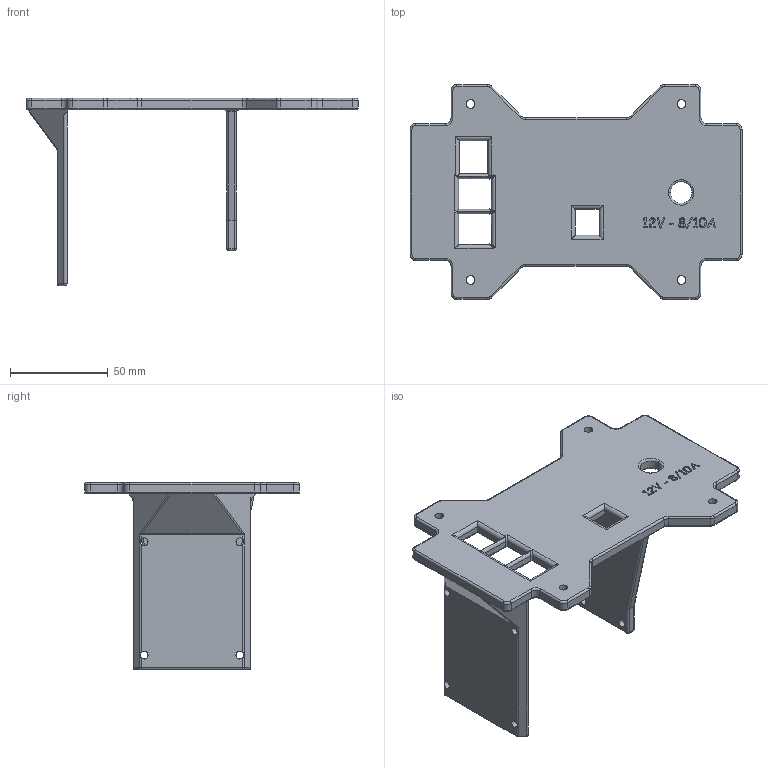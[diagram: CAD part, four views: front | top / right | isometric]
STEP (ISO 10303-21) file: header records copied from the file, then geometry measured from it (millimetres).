
FILE_DESCRIPTION (( 'STEP AP214' ), '1' );
FILE_NAME ('Back_plate.STEP', '2024-08-29T20:04:54', ( '' ), ( '' ), 'SwSTEP 2.0', 'SolidWorks 2024', '' );
FILE_SCHEMA (( 'AUTOMOTIVE_DESIGN' ));
Length unit declared in the file: millimetre
Products named in the file (1): Back_plate
Bounding box: 170 x 110 x 96 mm (x, y, z)
Volume: 129257.5 mm3; surface area: 50433.3 mm2
Topology: 1 solids, 1 shells, 476 faces, 1217 edges, 745 vertices
Faces by surface type: cylinder 164, bspline 150, plane 109, torus 44, sphere 9
Entity records: 19129 total; most frequent: CARTESIAN_POINT 8716, ORIENTED_EDGE 2420, DIRECTION 1744, EDGE_CURVE 1210, VERTEX_POINT 745, VECTOR 582, LINE 582, AXIS2_PLACEMENT_3D 581
